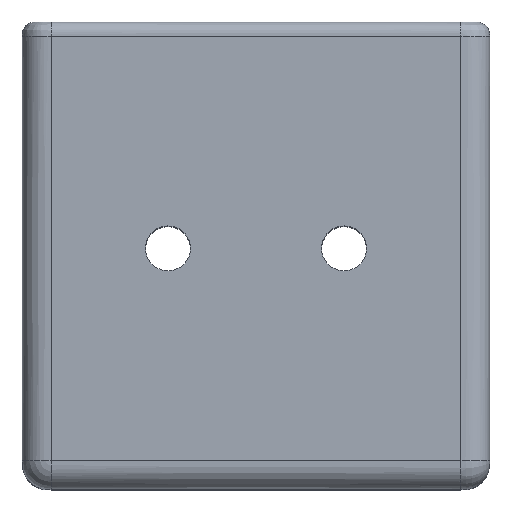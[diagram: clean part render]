
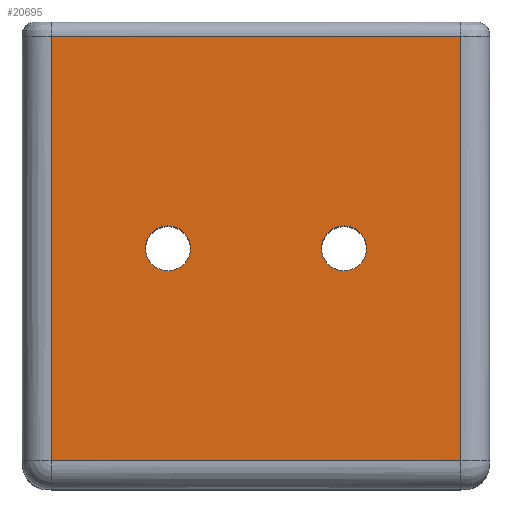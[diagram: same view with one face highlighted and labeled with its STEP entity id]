
A CAD part, top view. The second image highlights one B-rep face of the part: STEP entity #20695.
In plain terms, the highlighted planar face has unit normal (0, 0, 1).
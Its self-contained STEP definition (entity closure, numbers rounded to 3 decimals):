
#455=FACE_BOUND('',#2489,.T.);
#456=FACE_BOUND('',#2490,.T.);
#532=PLANE('',#21799);
#1404=FACE_OUTER_BOUND('',#2488,.T.);
#2488=EDGE_LOOP('',(#14494,#14495,#14496,#14497));
#2489=EDGE_LOOP('',(#14498));
#2490=EDGE_LOOP('',(#14499));
#3632=LINE('',#29849,#6297);
#3635=LINE('',#29932,#6300);
#3638=LINE('',#29975,#6303);
#3646=LINE('',#30183,#6311);
#6297=VECTOR('',#23001,10.);
#6300=VECTOR('',#23004,10.);
#6303=VECTOR('',#23007,10.);
#6311=VECTOR('',#23015,10.);
#8952=CIRCLE('',#21793,6.25);
#8955=CIRCLE('',#21798,6.25);
#9160=VERTEX_POINT('',#27915);
#9163=VERTEX_POINT('',#27925);
#9171=VERTEX_POINT('',#28876);
#9175=VERTEX_POINT('',#29301);
#9182=VERTEX_POINT('',#29633);
#9183=VERTEX_POINT('',#29775);
#11248=EDGE_CURVE('',#9160,#9160,#8952,.T.);
#11253=EDGE_CURVE('',#9163,#9163,#8955,.T.);
#11282=EDGE_CURVE('',#9183,#9182,#3632,.T.);
#11285=EDGE_CURVE('',#9175,#9183,#3635,.T.);
#11288=EDGE_CURVE('',#9182,#9171,#3638,.T.);
#11296=EDGE_CURVE('',#9171,#9175,#3646,.T.);
#14494=ORIENTED_EDGE('',*,*,#11282,.F.);
#14495=ORIENTED_EDGE('',*,*,#11285,.F.);
#14496=ORIENTED_EDGE('',*,*,#11296,.F.);
#14497=ORIENTED_EDGE('',*,*,#11288,.F.);
#14498=ORIENTED_EDGE('',*,*,#11248,.T.);
#14499=ORIENTED_EDGE('',*,*,#11253,.T.);
#20695=ADVANCED_FACE('',(#1404,#455,#456),#532,.T.);
#21793=AXIS2_PLACEMENT_3D('',#27916,#22985,#22986);
#21798=AXIS2_PLACEMENT_3D('',#27926,#22997,#22998);
#21799=AXIS2_PLACEMENT_3D('',#30309,#23021,#23022);
#22985=DIRECTION('center_axis',(0.,0.,-1.));
#22986=DIRECTION('ref_axis',(1.,0.,0.));
#22997=DIRECTION('center_axis',(0.,0.,-1.));
#22998=DIRECTION('ref_axis',(1.,0.,0.));
#23001=DIRECTION('',(-1.,0.,0.));
#23004=DIRECTION('',(0.,-1.,0.));
#23007=DIRECTION('',(0.,1.,0.));
#23015=DIRECTION('',(1.,0.,0.));
#23021=DIRECTION('center_axis',(0.,0.,1.));
#23022=DIRECTION('ref_axis',(1.,0.,0.));
#27915=CARTESIAN_POINT('',(-30.75,67.,65.));
#27916=CARTESIAN_POINT('Origin',(-24.5,67.,65.));
#27925=CARTESIAN_POINT('',(18.25,67.,65.));
#27926=CARTESIAN_POINT('Origin',(24.5,67.,65.));
#28876=CARTESIAN_POINT('',(-57.,126.,65.));
#29301=CARTESIAN_POINT('',(57.,126.,65.));
#29633=CARTESIAN_POINT('',(-57.,8.,65.));
#29775=CARTESIAN_POINT('',(57.,8.,65.));
#29849=CARTESIAN_POINT('',(-32.5,8.,65.));
#29932=CARTESIAN_POINT('',(57.,0.,65.));
#29975=CARTESIAN_POINT('',(-57.,0.,65.));
#30183=CARTESIAN_POINT('',(-32.5,126.,65.));
#30309=CARTESIAN_POINT('Origin',(-65.,0.,65.));
